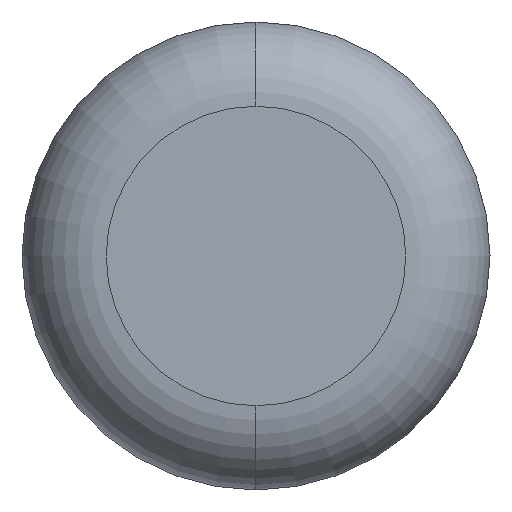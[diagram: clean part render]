
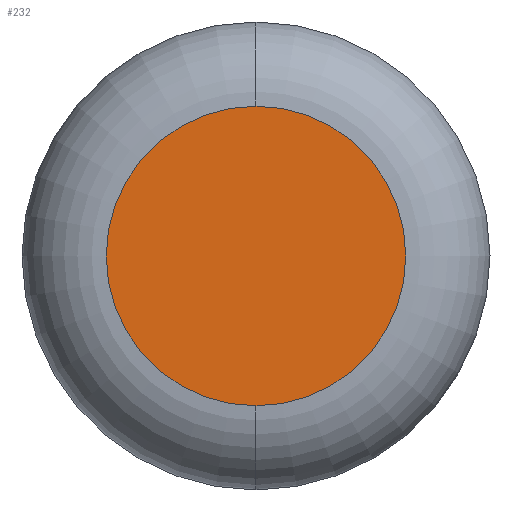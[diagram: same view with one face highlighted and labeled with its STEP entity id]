
A CAD part, front view. The second image highlights one B-rep face of the part: STEP entity #232.
In plain terms, the highlighted planar face has unit normal (0, -1, 0).
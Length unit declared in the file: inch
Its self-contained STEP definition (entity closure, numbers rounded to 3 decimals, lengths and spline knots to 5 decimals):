
#1 = VERTEX_POINT ( 'NONE', #327 ) ;
#25 = CARTESIAN_POINT ( 'NONE',  ( 0., 0., 0.16 ) ) ;
#66 = EDGE_CURVE ( 'NONE', #1, #352, #214, .T. ) ;
#91 = EDGE_LOOP ( 'NONE', ( #416, #310 ) ) ;
#113 = DIRECTION ( 'NONE',  ( 0., 0., -1. ) ) ;
#152 = CIRCLE ( 'NONE', #448, 0.16 ) ;
#201 = DIRECTION ( 'NONE',  ( 0., -1., 0. ) ) ;
#214 = CIRCLE ( 'NONE', #418, 0.16 ) ;
#215 = AXIS2_PLACEMENT_3D ( 'NONE', #309, #411, #113 ) ;
#232 = ADVANCED_FACE ( 'NONE', ( #503 ), #454, .T. ) ;
#309 = CARTESIAN_POINT ( 'NONE',  ( 0., 0., 0. ) ) ;
#310 = ORIENTED_EDGE ( 'NONE', *, *, #524, .T. ) ;
#327 = CARTESIAN_POINT ( 'NONE',  ( 0., 0., -0.16 ) ) ;
#352 = VERTEX_POINT ( 'NONE', #25 ) ;
#356 = CARTESIAN_POINT ( 'NONE',  ( 0., 0., 0. ) ) ;
#372 = DIRECTION ( 'NONE',  ( 0., 0., -1. ) ) ;
#411 = DIRECTION ( 'NONE',  ( 0., -1., 0. ) ) ;
#416 = ORIENTED_EDGE ( 'NONE', *, *, #66, .T. ) ;
#418 = AXIS2_PLACEMENT_3D ( 'NONE', #506, #201, #372 ) ;
#448 = AXIS2_PLACEMENT_3D ( 'NONE', #356, #497, #492 ) ;
#454 = PLANE ( 'NONE',  #215 ) ;
#492 = DIRECTION ( 'NONE',  ( 0., 0., -1. ) ) ;
#497 = DIRECTION ( 'NONE',  ( 0., -1., 0. ) ) ;
#503 = FACE_OUTER_BOUND ( 'NONE', #91, .T. ) ;
#506 = CARTESIAN_POINT ( 'NONE',  ( 0., 0., 0. ) ) ;
#524 = EDGE_CURVE ( 'NONE', #352, #1, #152, .T. ) ;
